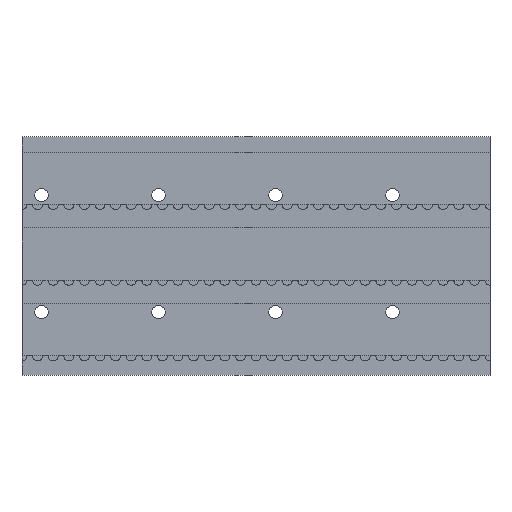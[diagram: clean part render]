
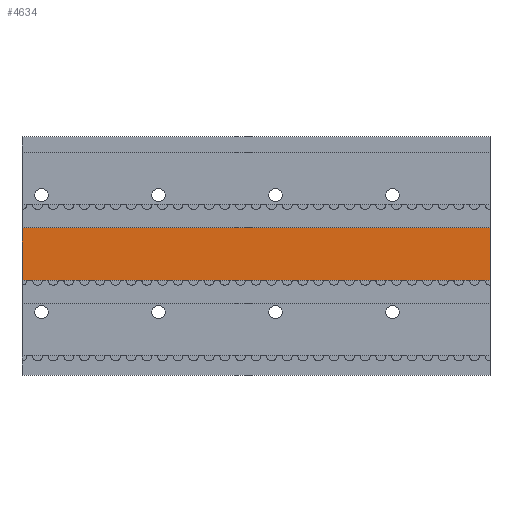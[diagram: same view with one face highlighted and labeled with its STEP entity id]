
A CAD part, top view. The second image highlights one B-rep face of the part: STEP entity #4634.
In plain terms, the highlighted planar face has unit normal (0, 0, 1).
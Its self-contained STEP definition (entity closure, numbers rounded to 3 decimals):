
#153=PLANE('',#5080);
#383=FACE_OUTER_BOUND('',#629,.T.);
#629=EDGE_LOOP('',(#4246,#4247,#4248,#4249));
#1030=LINE('',#7287,#1512);
#1308=LINE('',#7782,#1790);
#1309=LINE('',#7785,#1791);
#1310=LINE('',#7786,#1792);
#1512=VECTOR('',#5841,10.);
#1790=VECTOR('',#6409,10.);
#1791=VECTOR('',#6412,10.);
#1792=VECTOR('',#6413,10.);
#2179=VERTEX_POINT('',#7284);
#2180=VERTEX_POINT('',#7286);
#2252=VERTEX_POINT('',#7780);
#2253=VERTEX_POINT('',#7784);
#2636=EDGE_CURVE('',#2179,#2180,#1030,.T.);
#2930=EDGE_CURVE('',#2252,#2180,#1308,.T.);
#2931=EDGE_CURVE('',#2252,#2253,#1309,.T.);
#2932=EDGE_CURVE('',#2253,#2179,#1310,.T.);
#4246=ORIENTED_EDGE('',*,*,#2931,.F.);
#4247=ORIENTED_EDGE('',*,*,#2930,.T.);
#4248=ORIENTED_EDGE('',*,*,#2636,.F.);
#4249=ORIENTED_EDGE('',*,*,#2932,.F.);
#4634=ADVANCED_FACE('',(#383),#153,.T.);
#5080=AXIS2_PLACEMENT_3D('',#7783,#6410,#6411);
#5841=DIRECTION('',(0.,-1.,0.));
#6409=DIRECTION('',(1.,0.,0.));
#6410=DIRECTION('center_axis',(0.,0.,1.));
#6411=DIRECTION('ref_axis',(0.,-1.,0.));
#6412=DIRECTION('',(0.,1.,0.));
#6413=DIRECTION('',(1.,0.,0.));
#7284=CARTESIAN_POINT('',(120.,34.8,1.2));
#7286=CARTESIAN_POINT('',(120.,21.4,1.2));
#7287=CARTESIAN_POINT('',(120.,19.4,1.2));
#7780=CARTESIAN_POINT('',(0.,21.4,1.2));
#7782=CARTESIAN_POINT('',(0.,21.4,1.2));
#7783=CARTESIAN_POINT('Origin',(0.,34.8,1.2));
#7784=CARTESIAN_POINT('',(0.,34.8,1.2));
#7785=CARTESIAN_POINT('',(0.,19.4,1.2));
#7786=CARTESIAN_POINT('',(0.,34.8,1.2));
